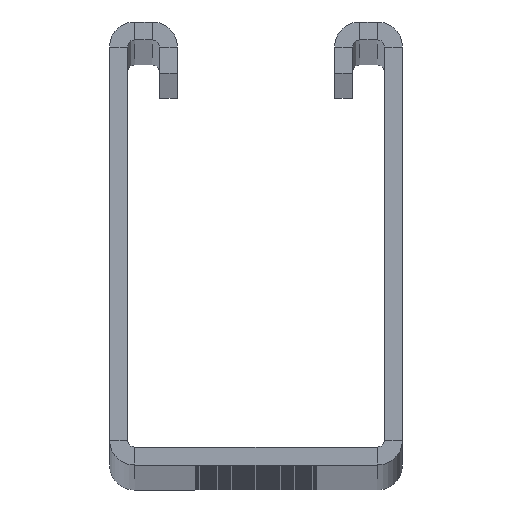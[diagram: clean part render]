
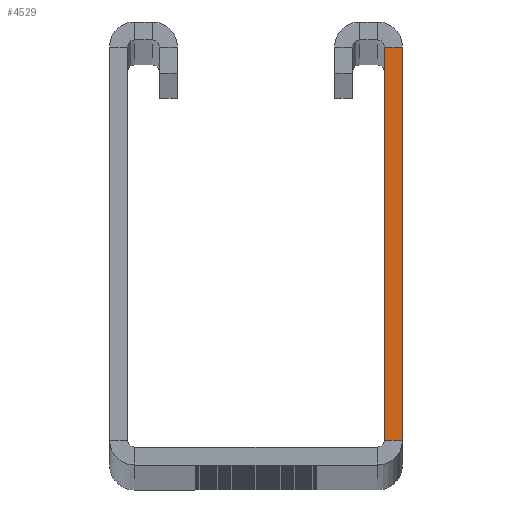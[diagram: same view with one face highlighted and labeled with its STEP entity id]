
A CAD part, top view. The second image highlights one B-rep face of the part: STEP entity #4529.
In plain terms, the highlighted planar face has unit normal (0, 0, 1).
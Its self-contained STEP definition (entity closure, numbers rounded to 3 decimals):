
#4248=CARTESIAN_POINT('',(20.5,27.5,2000.0));
#4249=VERTEX_POINT('',#4248);
#4298=CARTESIAN_POINT('',(18.,27.5,2000.0));
#4299=VERTEX_POINT('',#4298);
#4307=CARTESIAN_POINT('',(18.,27.5,2000.0));
#4308=DIRECTION('',(1.0,0.0,0.0));
#4309=VECTOR('',#4308,2.5);
#4310=LINE('',#4307,#4309);
#4311=EDGE_CURVE('',#4299,#4249,#4310,.T.);
#4355=CARTESIAN_POINT('',(18.,-27.5,2000.0));
#4356=VERTEX_POINT('',#4355);
#4363=CARTESIAN_POINT('',(18.,27.5,2000.0));
#4364=DIRECTION('',(0.0,-1.0,0.0));
#4365=VECTOR('',#4364,55.);
#4366=LINE('',#4363,#4365);
#4367=EDGE_CURVE('',#4299,#4356,#4366,.T.);
#4436=CARTESIAN_POINT('',(20.5,-27.5,2000.0));
#4437=VERTEX_POINT('',#4436);
#4488=CARTESIAN_POINT('',(18.,-27.5,2000.0));
#4489=DIRECTION('',(1.0,0.0,0.0));
#4490=VECTOR('',#4489,2.5);
#4491=LINE('',#4488,#4490);
#4492=EDGE_CURVE('',#4356,#4437,#4491,.T.);
#4513=CARTESIAN_POINT('',(20.5,-132.195,2000.0));
#4514=DIRECTION('',(0.0,0.0,1.0));
#4515=DIRECTION('',(1.0,0.0,0.0));
#4516=AXIS2_PLACEMENT_3D('',#4513,#4514,#4515);
#4517=PLANE('',#4516);
#4518=ORIENTED_EDGE('',*,*,#4311,.F.);
#4519=ORIENTED_EDGE('',*,*,#4367,.T.);
#4520=ORIENTED_EDGE('',*,*,#4492,.T.);
#4521=CARTESIAN_POINT('',(20.5,-27.5,2000.0));
#4522=DIRECTION('',(0.0,1.0,0.0));
#4523=VECTOR('',#4522,55.);
#4524=LINE('',#4521,#4523);
#4525=EDGE_CURVE('',#4437,#4249,#4524,.T.);
#4526=ORIENTED_EDGE('',*,*,#4525,.T.);
#4527=EDGE_LOOP('',(#4518,#4519,#4520,#4526));
#4528=FACE_OUTER_BOUND('',#4527,.T.);
#4529=ADVANCED_FACE('',(#4528),#4517,.T.);
